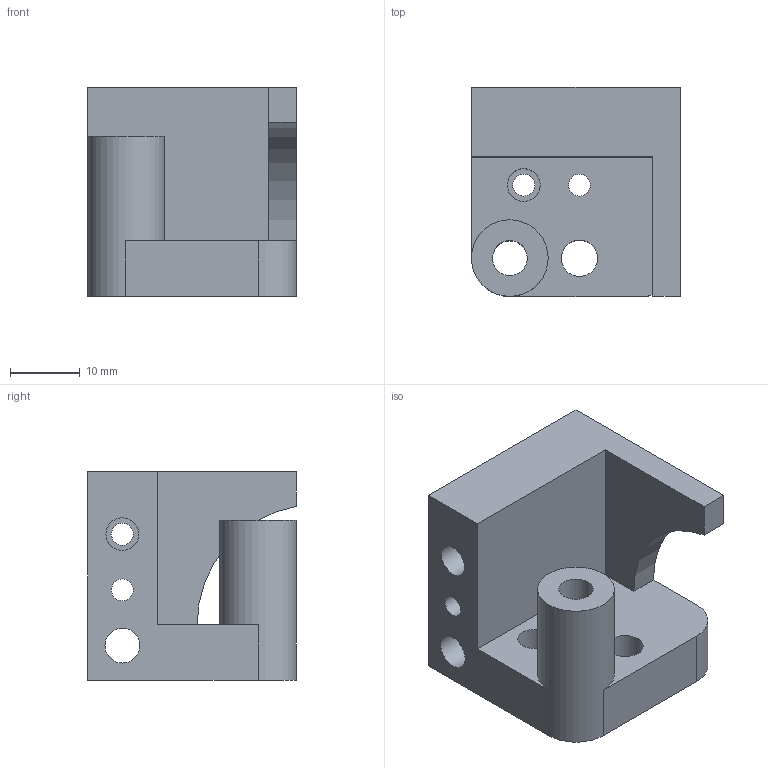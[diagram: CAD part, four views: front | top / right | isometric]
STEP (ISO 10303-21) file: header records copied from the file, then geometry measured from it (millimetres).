
FILE_DESCRIPTION(/* description */ ('STEP AP242','CAx-IF Rec.Pracs.---Representation and Presentation of Product Manufacturing Information (PMI)---4.0---2014-10-13','CAx-IF Rec.Pracs.---3D Tessellated Geometry---0.4---2014-09-14','2;1'),/* implementation_level */ '2;1');
FILE_NAME(/* name */ '68059b0ff96b6a6649bd0835',/* time_stamp */ '2025-04-21T01:10:40Z',/* author */ (''),/* organization */ (''),/* preprocessor_version */ 'ST-DEVELOPER v20',/* originating_system */ 'ONSHAPE BY PTC INC, 1.196',/* authorisation */ ' ');
FILE_SCHEMA (('AP242_MANAGED_MODEL_BASED_3D_ENGINEERING_MIM_LF { 1 0 10303 442 1 1 4 }'));
Length unit declared in the file: metre
Products named in the file (1): calibration part
Bounding box: 30 x 30 x 30 mm (x, y, z)
Volume: 14223.6 mm3; surface area: 7209.7 mm2
Topology: 1 solids, 1 shells, 48 faces, 126 edges, 84 vertices
Faces by surface type: plane 36, cylinder 12
Full cylindrical faces by diameter (mm): 3.15 x4, 4.7 x2, 5 x2, 5.2 x1, 11 x1
Entity records: 1466 total; most frequent: CARTESIAN_POINT 247, DIRECTION 238, ORIENTED_EDGE 230, EDGE_CURVE 115, LINE 90, VECTOR 90, VERTEX_POINT 83, EDGE_LOOP 76
